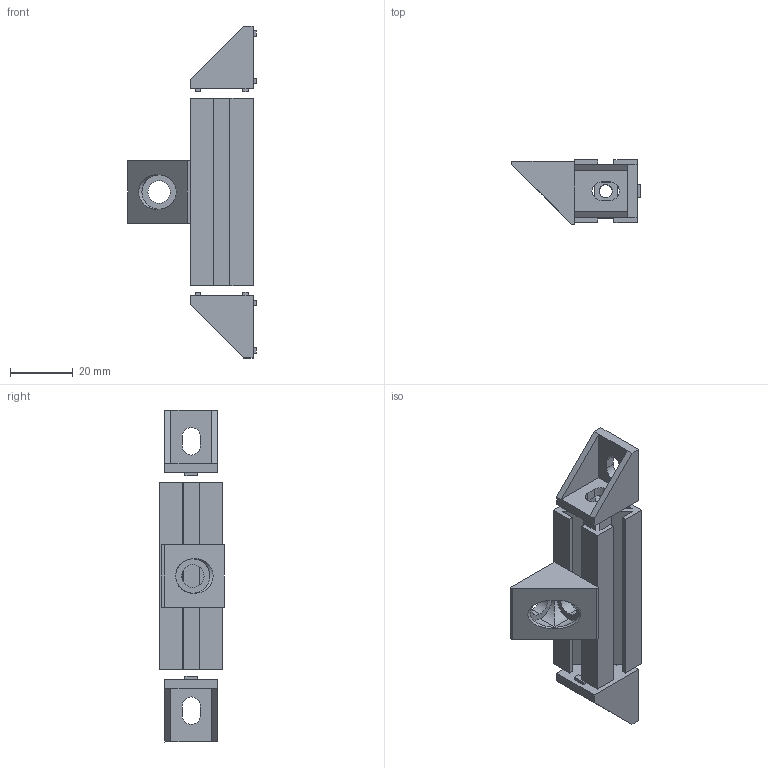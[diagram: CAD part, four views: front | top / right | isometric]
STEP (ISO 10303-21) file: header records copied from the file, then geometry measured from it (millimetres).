
FILE_DESCRIPTION(('FreeCAD Model'),'2;1');
FILE_NAME('BeltAnchor-SledY.step','2020-08-13T02:36:16',('Author'), (''),'Open CASCADE STEP processor 7.3','FreeCAD','Unknown');
FILE_SCHEMA(('AUTOMOTIVE_DESIGN { 1 0 10303 214 1 1 1 1 }'));
Length unit declared in the file: millimetre
Products named in the file (4): 20series-1x1-60mm_001; Cast_Corner_Bracket1_002; Black_Angle_Corner_Connector1_001; Cast_Corner_Bracket1_001
Bounding box: 41 x 20.5 x 106 mm (x, y, z)
Volume: 17294.2 mm3; surface area: 18578.5 mm2
Topology: 4 solids, 4 shells, 146 faces, 369 edges, 240 vertices
Faces by surface type: plane 119, cylinder 27
Full cylindrical faces by diameter (mm): 4.19 x1
Entity records: 10436 total; most frequent: CARTESIAN_POINT 2013, DIRECTION 1392, LINE 998, VECTOR 998, ORIENTED_EDGE 738, PCURVE 738, DEFINITIONAL_REPRESENTATION 738, EDGE_CURVE 369
